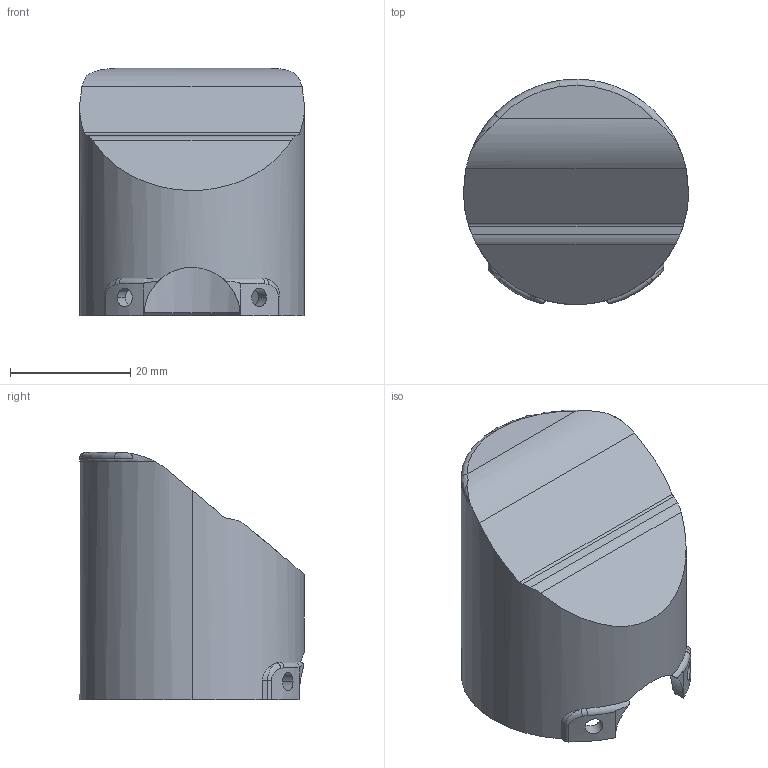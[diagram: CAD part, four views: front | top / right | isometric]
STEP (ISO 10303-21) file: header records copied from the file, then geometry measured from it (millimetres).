
FILE_DESCRIPTION (( 'STEP AP214' ), '1' );
FILE_NAME ('EPS-CV.STEP', '2016-11-14T19:10:03', ( '' ), ( '' ), 'SwSTEP 2.0', 'SolidWorks 2016', '' );
FILE_SCHEMA (( 'AUTOMOTIVE_DESIGN' ));
Length unit declared in the file: millimetre
Products named in the file (1): EPS-CV
Bounding box: 37.4 x 37.4 x 41.07 mm (x, y, z)
Volume: 8232.3 mm3; surface area: 9684 mm2
Topology: 1 solids, 1 shells, 103 faces, 276 edges, 179 vertices
Faces by surface type: cylinder 49, plane 29, bspline 17, torus 5, cone 3
Entity records: 4131 total; most frequent: CARTESIAN_POINT 1777, ORIENTED_EDGE 552, DIRECTION 395, EDGE_CURVE 276, VERTEX_POINT 179, AXIS2_PLACEMENT_3D 151, EDGE_LOOP 111, ADVANCED_FACE 103
